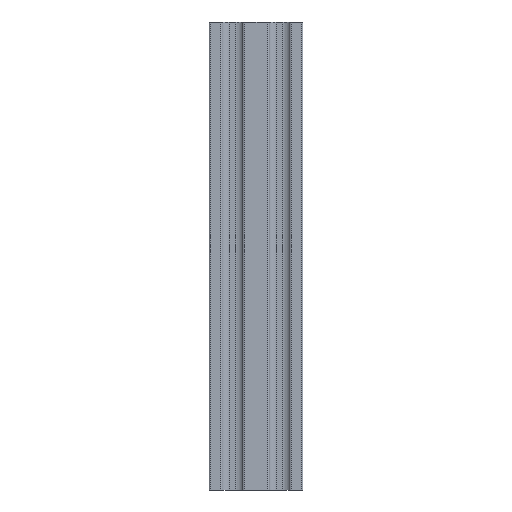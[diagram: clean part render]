
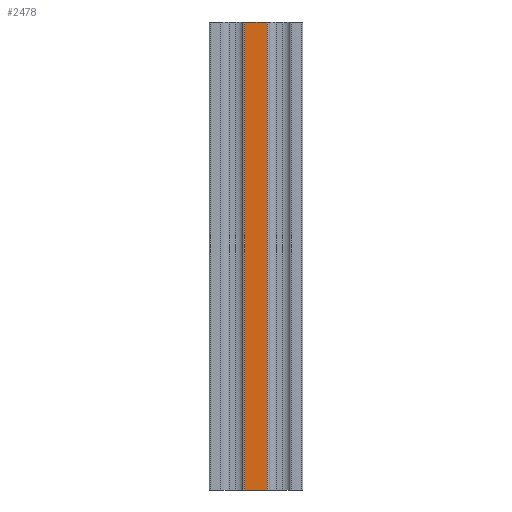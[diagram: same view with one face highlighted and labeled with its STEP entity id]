
A CAD part, left-side view. The second image highlights one B-rep face of the part: STEP entity #2478.
In plain terms, the highlighted planar face has unit normal (-1, 0, 0).
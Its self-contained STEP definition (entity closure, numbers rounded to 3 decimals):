
#122 = LINE ( 'NONE', #4617, #1820 ) ;
#151 = VECTOR ( 'NONE', #3187, 1000. ) ;
#439 = ORIENTED_EDGE ( 'NONE', *, *, #5131, .T. ) ;
#935 = EDGE_CURVE ( 'NONE', #3799, #1288, #122, .T. ) ;
#1242 = EDGE_LOOP ( 'NONE', ( #439, #4963, #1352, #6038 ) ) ;
#1288 = VERTEX_POINT ( 'NONE', #5980 ) ;
#1352 = ORIENTED_EDGE ( 'NONE', *, *, #2430, .F. ) ;
#1691 = DIRECTION ( 'NONE',  ( 0., 0., -1. ) ) ;
#1820 = VECTOR ( 'NONE', #4657, 1000. ) ;
#1939 = LINE ( 'NONE', #2425, #3059 ) ;
#2425 = CARTESIAN_POINT ( 'NONE',  ( 921.48, 0., 0. ) ) ;
#2430 = EDGE_CURVE ( 'NONE', #3799, #4896, #2783, .T. ) ;
#2478 = ADVANCED_FACE ( 'NONE', ( #5228 ), #3851, .F. ) ;
#2783 = LINE ( 'NONE', #3567, #151 ) ;
#3059 = VECTOR ( 'NONE', #5012, 1000. ) ;
#3187 = DIRECTION ( 'NONE',  ( 0., -1., 0. ) ) ;
#3433 = EDGE_CURVE ( 'NONE', #4896, #5590, #4288, .T. ) ;
#3567 = CARTESIAN_POINT ( 'NONE',  ( 921.48, 0., 200. ) ) ;
#3734 = CARTESIAN_POINT ( 'NONE',  ( 921.48, 447.381, 0. ) ) ;
#3799 = VERTEX_POINT ( 'NONE', #4445 ) ;
#3851 = PLANE ( 'NONE',  #4822 ) ;
#3872 = DIRECTION ( 'NONE',  ( 0., 0., -1. ) ) ;
#3971 = DIRECTION ( 'NONE',  ( 1., 0., 0. ) ) ;
#4268 = VECTOR ( 'NONE', #1691, 1000. ) ;
#4288 = LINE ( 'NONE', #5153, #4268 ) ;
#4445 = CARTESIAN_POINT ( 'NONE',  ( 921.48, 457.081, 200. ) ) ;
#4617 = CARTESIAN_POINT ( 'NONE',  ( 921.48, 457.081, 200. ) ) ;
#4657 = DIRECTION ( 'NONE',  ( 0., 0., -1. ) ) ;
#4822 = AXIS2_PLACEMENT_3D ( 'NONE', #6082, #3971, #3872 ) ;
#4896 = VERTEX_POINT ( 'NONE', #5507 ) ;
#4963 = ORIENTED_EDGE ( 'NONE', *, *, #3433, .F. ) ;
#5012 = DIRECTION ( 'NONE',  ( 0., -1., 0. ) ) ;
#5131 = EDGE_CURVE ( 'NONE', #1288, #5590, #1939, .T. ) ;
#5153 = CARTESIAN_POINT ( 'NONE',  ( 921.48, 447.381, 200. ) ) ;
#5228 = FACE_OUTER_BOUND ( 'NONE', #1242, .T. ) ;
#5507 = CARTESIAN_POINT ( 'NONE',  ( 921.48, 447.381, 200. ) ) ;
#5590 = VERTEX_POINT ( 'NONE', #3734 ) ;
#5980 = CARTESIAN_POINT ( 'NONE',  ( 921.48, 457.081, 0. ) ) ;
#6038 = ORIENTED_EDGE ( 'NONE', *, *, #935, .T. ) ;
#6082 = CARTESIAN_POINT ( 'NONE',  ( 921.48, 0., 200. ) ) ;
